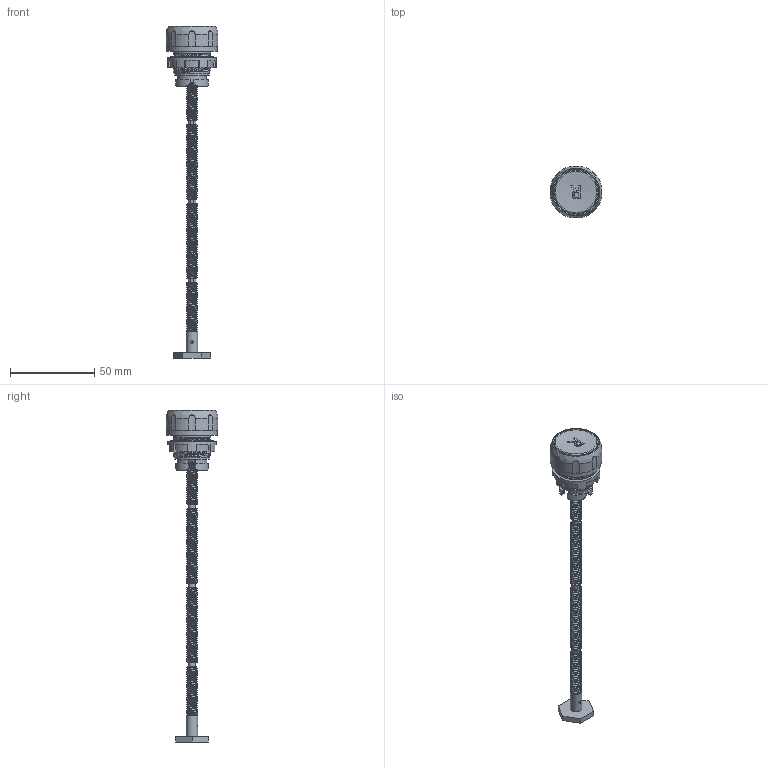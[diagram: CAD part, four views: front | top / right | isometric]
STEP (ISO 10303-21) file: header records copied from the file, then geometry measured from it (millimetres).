
FILE_DESCRIPTION(/* description */ (''),/* implementation_level */ '2;1');
FILE_NAME(/* name */ 'W22RPB-FB102-PK (V2.0).stp',/* time_stamp */ '2020-07-29T17:08:28+06:00',/* author */ ('Owner'),/* organization */ (''),/* preprocessor_version */ 'ST-DEVELOPER v18',/* originating_system */ 'Autodesk Inventor 2020',/* authorisation */ '');
FILE_SCHEMA (('AUTOMOTIVE_DESIGN { 1 0 10303 214 3 1 1 }'));
Length unit declared in the file: millimetre
Products named in the file (1): Part4
Bounding box: 30.77 x 30.77 x 196.7 mm (x, y, z)
Volume: 18058 mm3; surface area: 21538.5 mm2
Topology: 3 solids, 4 shells, 1309 faces, 3495 edges, 2202 vertices
Faces by surface type: plane 853, cylinder 262, bspline 153, cone 20, torus 18, sphere 3
Full cylindrical faces by diameter (mm): 1.587 x1, 4.699 x136, 4.978 x10, 6.731 x1, 7.747 x1, 9.449 x1, 9.576 x1, 11.376 x1, 14.478 x2, 14.7 x1, 18 x1, 18.5 x1, 19.05 x2, 20.3 x1, 22.35 x3, 22.5 x1, 24 x1, 24.95 x1, 25.6 x3, 26 x1, 26.5 x1, 27.3 x2, 28.5 x1, 30 x1
Entity records: 74840 total; most frequent: CARTESIAN_POINT 42123, ORIENTED_EDGE 6990, DIRECTION 5796, EDGE_CURVE 3495, VERTEX_POINT 2203, LINE 1996, VECTOR 1996, AXIS2_PLACEMENT_3D 1900
